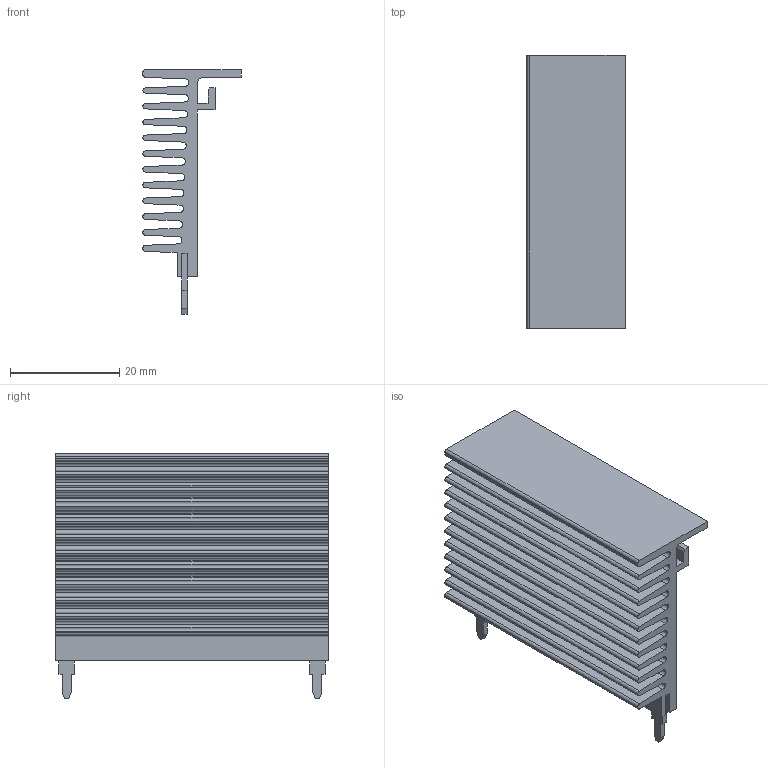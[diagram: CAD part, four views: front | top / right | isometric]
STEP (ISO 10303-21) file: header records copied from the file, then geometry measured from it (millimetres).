
FILE_DESCRIPTION(/* description */ ('Unknown'),/* implementation_level */ '2;1');
FILE_NAME(/* name */ 'OMNI-UNI-18-50',/* time_stamp */ '2024-01-04T13:26:27+02:00',/* author */ ('Unknown'),/* organization */ ('Unknown'),/* preprocessor_version */ 'ST-DEVELOPER v18.102',/* originating_system */ 'Solid Edge',/* authorisation */ 'Unknown');
FILE_SCHEMA (('AUTOMOTIVE_DESIGN {1 0 10303 214 3 1 1}'));
Length unit declared in the file: millimetre
Products named in the file (1): Part39
Bounding box: 18 x 50 x 44.87 mm (x, y, z)
Volume: 11441.2 mm3; surface area: 14825.5 mm2
Topology: 1 solids, 1 shells, 137 faces, 397 edges, 262 vertices
Faces by surface type: plane 90, cylinder 47
Entity records: 5484 total; most frequent: CARTESIAN_POINT 797, ORIENTED_EDGE 794, DIRECTION 767, EDGE_CURVE 397, LINE 303, VECTOR 303, VERTEX_POINT 262, AXIS2_PLACEMENT_3D 232
